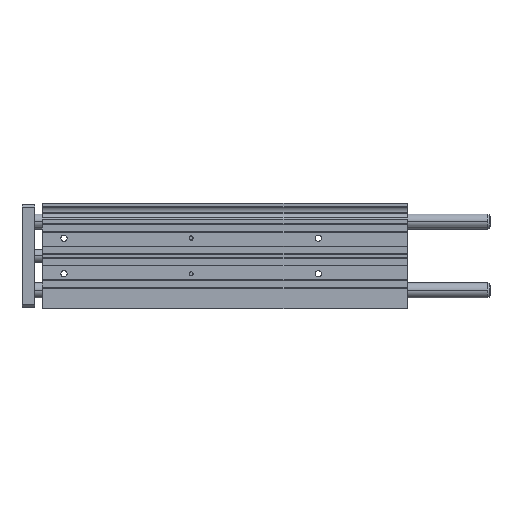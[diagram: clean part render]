
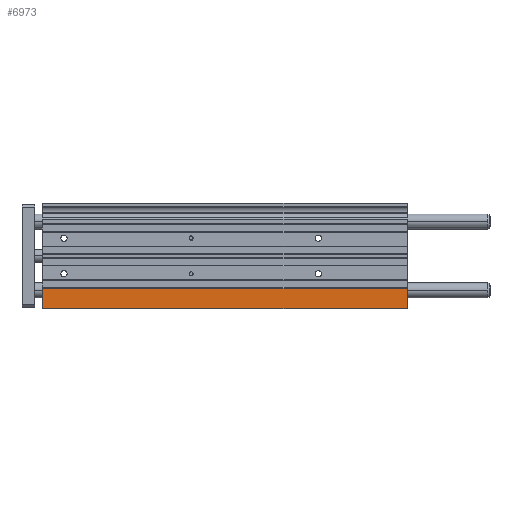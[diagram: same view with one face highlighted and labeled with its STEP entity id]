
A CAD part, top view. The second image highlights one B-rep face of the part: STEP entity #6973.
In plain terms, the highlighted planar face has unit normal (0, 0, 1).
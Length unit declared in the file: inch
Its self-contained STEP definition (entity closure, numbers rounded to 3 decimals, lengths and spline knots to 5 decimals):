
#224 = VERTEX_POINT ( 'NONE', #7241 ) ;
#437 = ORIENTED_EDGE ( 'NONE', *, *, #5445, .T. ) ;
#672 = LINE ( 'NONE', #8973, #3821 ) ;
#1042 = EDGE_LOOP ( 'NONE', ( #437, #2540, #2834, #7484 ) ) ;
#1048 = EDGE_CURVE ( 'NONE', #8846, #3877, #6831, .T. ) ;
#1385 = DIRECTION ( 'NONE',  ( -1., 0., 0. ) ) ;
#1452 = DIRECTION ( 'NONE',  ( 0., -1., 0. ) ) ;
#1565 = DIRECTION ( 'NONE',  ( -1., 0., 0. ) ) ;
#2540 = ORIENTED_EDGE ( 'NONE', *, *, #1048, .F. ) ;
#2586 = CARTESIAN_POINT ( 'NONE',  ( 0., -0.99213, 0.70866 ) ) ;
#2719 = VERTEX_POINT ( 'NONE', #5622 ) ;
#2834 = ORIENTED_EDGE ( 'NONE', *, *, #4939, .F. ) ;
#3821 = VECTOR ( 'NONE', #5727, 39.37008 ) ;
#3877 = VERTEX_POINT ( 'NONE', #7638 ) ;
#3931 = CARTESIAN_POINT ( 'NONE',  ( 11.29921, -0.99213, 0.70866 ) ) ;
#4655 = AXIS2_PLACEMENT_3D ( 'NONE', #3931, #9647, #1452 ) ;
#4939 = EDGE_CURVE ( 'NONE', #2719, #8846, #672, .T. ) ;
#5073 = VECTOR ( 'NONE', #1385, 39.37008 ) ;
#5421 = FACE_OUTER_BOUND ( 'NONE', #1042, .T. ) ;
#5445 = EDGE_CURVE ( 'NONE', #224, #3877, #5891, .T. ) ;
#5622 = CARTESIAN_POINT ( 'NONE',  ( 11.29921, -0.99213, 0.70866 ) ) ;
#5727 = DIRECTION ( 'NONE',  ( 0., -1., 0. ) ) ;
#5891 = LINE ( 'NONE', #2586, #7131 ) ;
#5898 = CARTESIAN_POINT ( 'NONE',  ( 11.29921, -1.63386, 0.70866 ) ) ;
#6280 = CARTESIAN_POINT ( 'NONE',  ( 11.29921, -0.99213, 0.70866 ) ) ;
#6653 = DIRECTION ( 'NONE',  ( 0., -1., 0. ) ) ;
#6831 = LINE ( 'NONE', #6984, #9352 ) ;
#6973 = ADVANCED_FACE ( 'NONE', ( #5421 ), #8106, .F. ) ;
#6984 = CARTESIAN_POINT ( 'NONE',  ( 11.29921, -1.63386, 0.70866 ) ) ;
#7131 = VECTOR ( 'NONE', #6653, 39.37008 ) ;
#7241 = CARTESIAN_POINT ( 'NONE',  ( 0., -0.99213, 0.70866 ) ) ;
#7484 = ORIENTED_EDGE ( 'NONE', *, *, #8643, .T. ) ;
#7638 = CARTESIAN_POINT ( 'NONE',  ( 0., -1.63386, 0.70866 ) ) ;
#8106 = PLANE ( 'NONE',  #4655 ) ;
#8643 = EDGE_CURVE ( 'NONE', #2719, #224, #8974, .T. ) ;
#8846 = VERTEX_POINT ( 'NONE', #5898 ) ;
#8973 = CARTESIAN_POINT ( 'NONE',  ( 11.29921, -0.99213, 0.70866 ) ) ;
#8974 = LINE ( 'NONE', #6280, #5073 ) ;
#9352 = VECTOR ( 'NONE', #1565, 39.37008 ) ;
#9647 = DIRECTION ( 'NONE',  ( 0., 0., -1. ) ) ;
